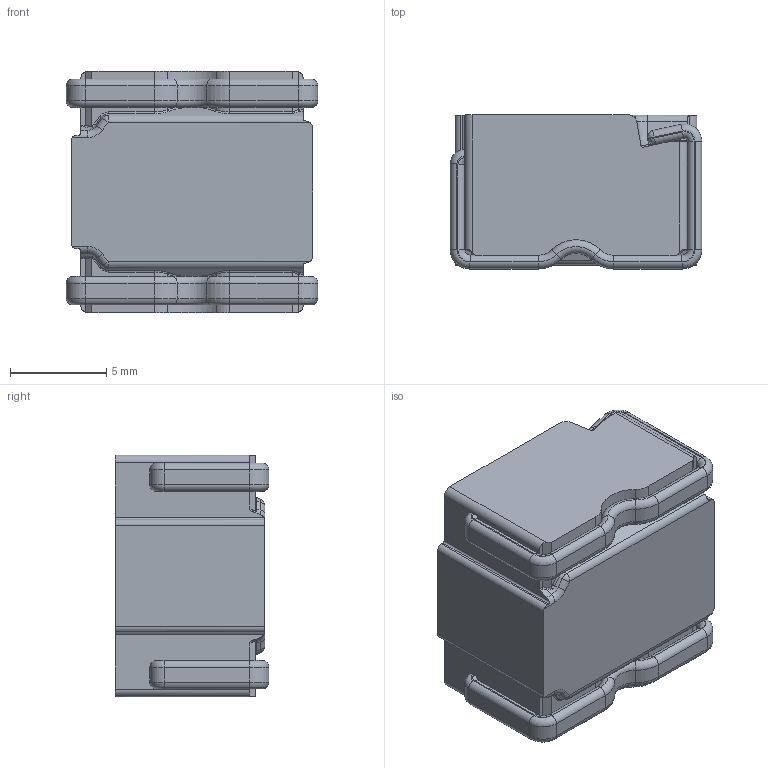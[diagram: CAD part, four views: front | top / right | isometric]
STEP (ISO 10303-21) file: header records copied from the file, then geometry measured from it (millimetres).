
FILE_DESCRIPTION (( 'STEP AP214' ), '1' );
FILE_NAME ('ETQP8M3R3JFA.STEP', '2017-10-13T02:13:44', ( '' ), ( '' ), 'SwSTEP 2.0', 'SolidWorks 2015', '' );
FILE_SCHEMA (( 'AUTOMOTIVE_DESIGN' ));
Length unit declared in the file: millimetre
Products named in the file (3): ETQP8M3R3JFA; LEAD_3R3_; MC_3R3
Assembly tree (2 placements, depth 2):
  ETQP8M3R3JFA
    MC_3R3
    LEAD_3R3_
Bounding box: 13.1 x 8 x 12.6 mm (x, y, z)
Volume: 1188.6 mm3; surface area: 880.8 mm2
Topology: 3 solids, 3 shells, 281 faces, 669 edges, 386 vertices
Faces by surface type: cylinder 123, plane 66, torus 64, bspline 24, cone 4
Entity records: 11703 total; most frequent: CARTESIAN_POINT 2209, DIRECTION 1381, ORIENTED_EDGE 1322, EDGE_CURVE 661, AXIS2_PLACEMENT_3D 548, VERTEX_POINT 386, UNCERTAINTY_MEASURE_WITH_UNIT 289, FILL_AREA_STYLE 286
